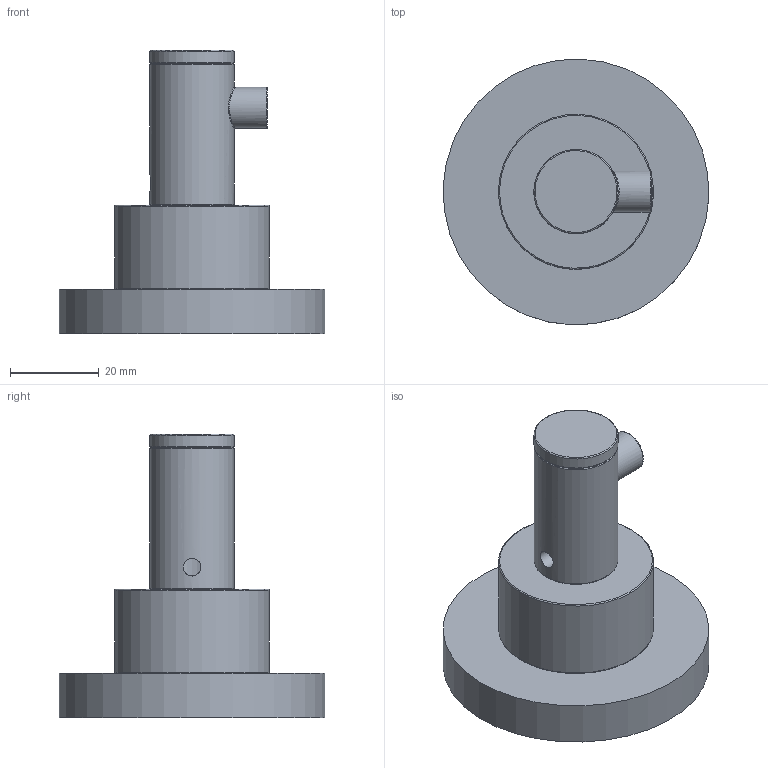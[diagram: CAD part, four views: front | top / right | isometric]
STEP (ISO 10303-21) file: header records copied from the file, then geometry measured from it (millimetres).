
FILE_DESCRIPTION(/* description */ (''),/* implementation_level */ '2;1');
FILE_NAME(/* name */ 'ST0 3D.stp',/* time_stamp */ '2021-03-15T14:11:23-04:00',/* author */ ('fbrousse'),/* organization */ (''),/* preprocessor_version */ 'ST-DEVELOPER v17',/* originating_system */ 'Autodesk Inventor 2018',/* authorisation */ '');
FILE_SCHEMA (('CONFIG_CONTROL_DESIGN'));
Length unit declared in the file: millimetre
Products named in the file (6): ST0; ST0-1; 028-145; 041-004; 051-005; 028-065
Assembly tree (5 placements, depth 3):
  ST0
    ST0-1
      028-145
      041-004
      051-005
    028-065
Bounding box: 59.96 x 59.96 x 64 mm (x, y, z)
Volume: 30843.9 mm3; surface area: 19054.3 mm2
Topology: 4 solids, 4 shells, 47 faces, 121 edges, 90 vertices
Faces by surface type: cylinder 18, plane 17, torus 8, cone 3, bspline 1
Full cylindrical faces by diameter (mm): 4 x1, 6 x1, 9.3 x1, 12 x1, 13 x2, 13.3 x1, 14 x1, 15 x1, 17 x1, 17.5 x1, 19 x2, 19.496 x1, 31 x1, 35 x1, 51 x1, 60 x1
Entity records: 2149 total; most frequent: CARTESIAN_POINT 685, DIRECTION 320, ORIENTED_EDGE 240, AXIS2_PLACEMENT_3D 149, EDGE_CURVE 120, CIRCLE 92, VERTEX_POINT 90, EDGE_LOOP 64
